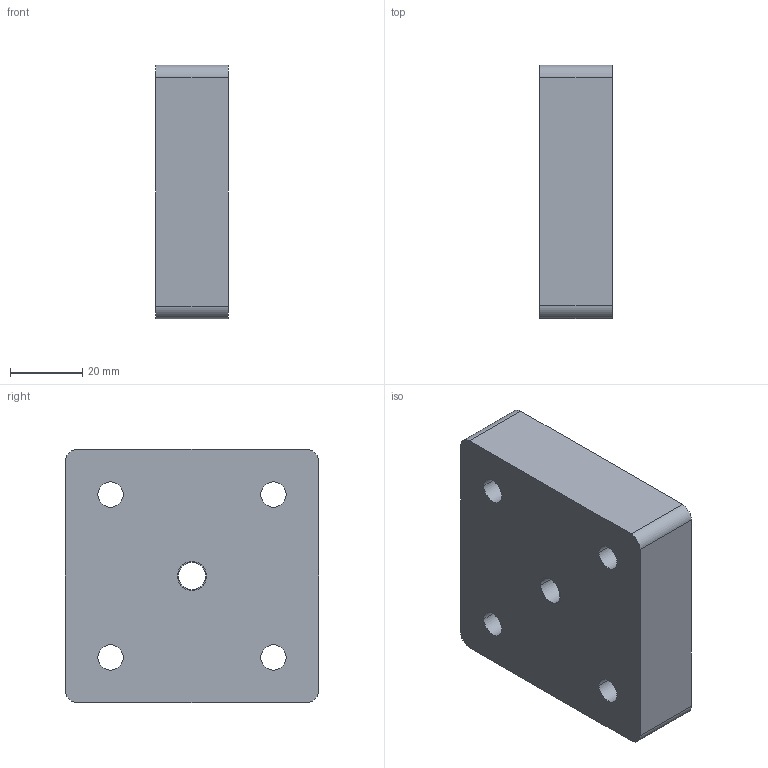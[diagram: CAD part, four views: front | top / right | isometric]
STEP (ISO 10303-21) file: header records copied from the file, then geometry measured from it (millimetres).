
FILE_DESCRIPTION((''),'2;1');
FILE_NAME('JS36DS-0752','2021-01-06T16:35:37',('sa'),('捷昌驱动'),'CREO PARAMETRIC BY PTC INC, 2018100','CREO PARAMETRIC BY PTC INC, 2018100','');
FILE_SCHEMA(('CONFIG_CONTROL_DESIGN'));
Length unit declared in the file: millimetre
Products named in the file (1): JS36DS-0752
Bounding box: 20 x 70 x 70 mm (x, y, z)
Volume: 89350.6 mm3; surface area: 18544.3 mm2
Topology: 1 solids, 2 shells, 35 faces, 86 edges, 58 vertices
Faces by surface type: cylinder 24, plane 11
Entity records: 1130 total; most frequent: DIRECTION 208, CARTESIAN_POINT 180, ORIENTED_EDGE 168, AXIS2_PLACEMENT_3D 86, EDGE_CURVE 86, VERTEX_POINT 58, EDGE_LOOP 50, CIRCLE 50
